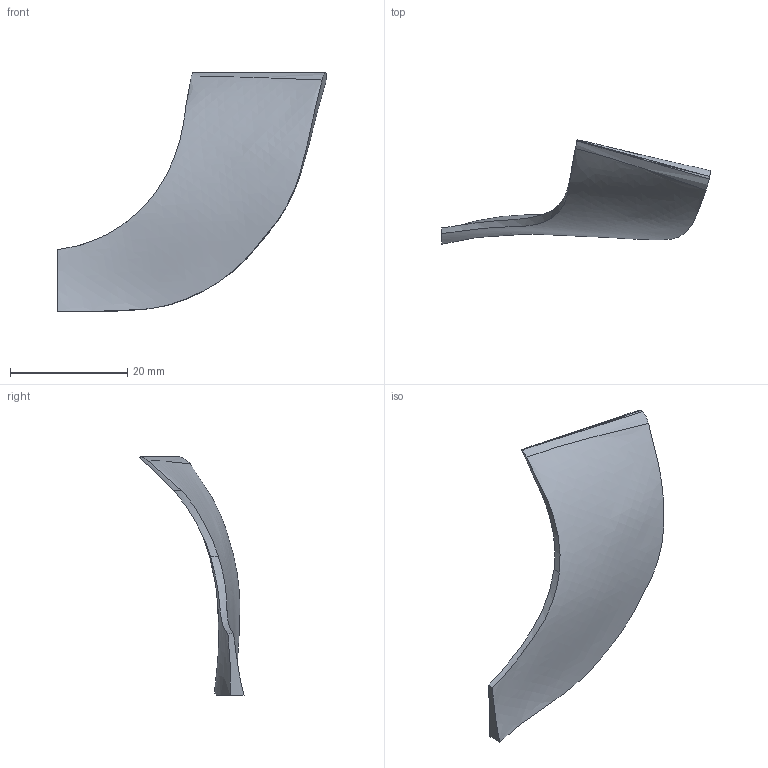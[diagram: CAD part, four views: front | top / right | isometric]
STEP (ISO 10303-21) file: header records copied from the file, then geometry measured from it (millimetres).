
FILE_DESCRIPTION(('STEP AP214'),'1');
FILE_NAME('0201207_Disk_Blade.stp','2017-01-02T16:25:28',(' '),(' '),'Spatial InterOp 3D',' ',' ');
FILE_SCHEMA(('automotive_design'));
Length unit declared in the file: millimetre
Products named in the file (1): 1
Bounding box: 45.88 x 17.76 x 40.81 mm (x, y, z)
Volume: 2443.2 mm3; surface area: 2497.5 mm2
Topology: 1 solids, 1 shells, 18 faces, 53 edges, 37 vertices
Faces by surface type: bspline 18
Entity records: 18430 total; most frequent: CARTESIAN_POINT 18083, ORIENTED_EDGE 106, EDGE_CURVE 53, B_SPLINE_CURVE_WITH_KNOTS 51, VERTEX_POINT 37, ADVANCED_FACE 18, FACE_OUTER_BOUND 18, EDGE_LOOP 18
